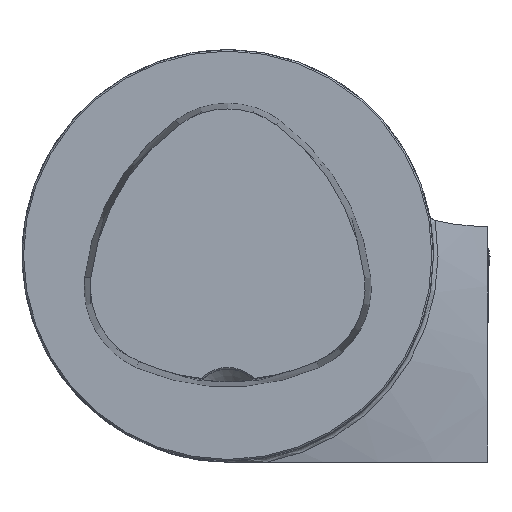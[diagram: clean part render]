
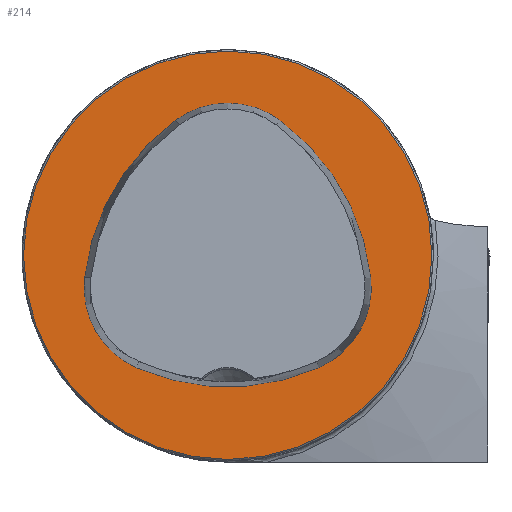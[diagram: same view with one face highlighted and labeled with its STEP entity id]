
A CAD part, top view. The second image highlights one B-rep face of the part: STEP entity #214.
In plain terms, the highlighted planar face has unit normal (0, 0, 1).
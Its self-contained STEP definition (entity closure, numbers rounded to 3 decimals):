
#112=FACE_BOUND('',#499,.T.);
#113=FACE_BOUND('',#500,.T.);
#214=ADVANCED_FACE('CU_E_LO_SU_1',(#112,#113),#320,.T.);
#320=PLANE('',#2340);
#499=EDGE_LOOP('',(#1179,#1180,#1181,#1182,#1183,#1184));
#500=EDGE_LOOP('',(#1185));
#1179=ORIENTED_EDGE('',*,*,#1963,.F.);
#1180=ORIENTED_EDGE('',*,*,#1964,.F.);
#1181=ORIENTED_EDGE('',*,*,#1965,.F.);
#1182=ORIENTED_EDGE('',*,*,#1966,.F.);
#1183=ORIENTED_EDGE('',*,*,#1960,.F.);
#1184=ORIENTED_EDGE('',*,*,#1967,.F.);
#1185=ORIENTED_EDGE('',*,*,#1968,.T.);
#1736=VERTEX_POINT('',#3768);
#1737=VERTEX_POINT('',#3770);
#1739=VERTEX_POINT('',#3776);
#1740=VERTEX_POINT('',#3777);
#1741=VERTEX_POINT('',#3779);
#1742=VERTEX_POINT('',#3781);
#1743=VERTEX_POINT('',#3785);
#1960=EDGE_CURVE('',#1736,#1737,#2160,.T.);
#1963=EDGE_CURVE('',#1739,#1740,#2162,.T.);
#1964=EDGE_CURVE('',#1741,#1739,#2163,.T.);
#1965=EDGE_CURVE('',#1742,#1741,#2164,.T.);
#1966=EDGE_CURVE('',#1737,#1742,#2165,.T.);
#1967=EDGE_CURVE('',#1740,#1736,#2166,.T.);
#1968=EDGE_CURVE('',#1743,#1743,#2167,.T.);
#2160=CIRCLE('',#2331,44.075);
#2162=CIRCLE('',#2334,44.075);
#2163=CIRCLE('',#2335,17.075);
#2164=CIRCLE('',#2336,44.075);
#2165=CIRCLE('',#2337,17.075);
#2166=CIRCLE('',#2338,17.075);
#2167=CIRCLE('',#2339,39.7);
#2331=AXIS2_PLACEMENT_3D('',#3769,#2646,#2647);
#2334=AXIS2_PLACEMENT_3D('',#3775,#2653,#2654);
#2335=AXIS2_PLACEMENT_3D('',#3778,#2655,#2656);
#2336=AXIS2_PLACEMENT_3D('',#3780,#2657,#2658);
#2337=AXIS2_PLACEMENT_3D('',#3782,#2659,#2660);
#2338=AXIS2_PLACEMENT_3D('',#3783,#2661,#2662);
#2339=AXIS2_PLACEMENT_3D('',#3784,#2663,#2664);
#2340=AXIS2_PLACEMENT_3D('',#3786,#2665,#2666);
#2646=DIRECTION('',(0.,0.,1.));
#2647=DIRECTION('',(1.,0.,0.));
#2653=DIRECTION('',(0.,0.,1.));
#2654=DIRECTION('',(1.,0.,0.));
#2655=DIRECTION('',(0.,0.,1.));
#2656=DIRECTION('',(1.,0.,0.));
#2657=DIRECTION('',(0.,0.,1.));
#2658=DIRECTION('',(1.,0.,0.));
#2659=DIRECTION('',(0.,0.,1.));
#2660=DIRECTION('',(1.,0.,0.));
#2661=DIRECTION('',(0.,0.,1.));
#2662=DIRECTION('',(1.,0.,0.));
#2663=DIRECTION('',(0.,0.,1.));
#2664=DIRECTION('',(1.,0.,0.));
#2665=DIRECTION('',(0.,0.,1.));
#2666=DIRECTION('',(1.,0.,0.));
#3768=CARTESIAN_POINT('',(-17.691,-21.869,0.));
#3769=CARTESIAN_POINT('',(0.,18.5,0.));
#3770=CARTESIAN_POINT('',(17.691,-21.869,0.));
#3775=CARTESIAN_POINT('',(15.993,-9.254,0.));
#3776=CARTESIAN_POINT('',(-10.114,26.257,0.));
#3777=CARTESIAN_POINT('',(-27.805,-4.317,0.));
#3778=CARTESIAN_POINT('',(0.,12.5,0.));
#3779=CARTESIAN_POINT('',(10.114,26.257,0.));
#3780=CARTESIAN_POINT('',(-15.993,-9.254,0.));
#3781=CARTESIAN_POINT('',(27.805,-4.317,0.));
#3782=CARTESIAN_POINT('',(10.837,-6.23,0.));
#3783=CARTESIAN_POINT('',(-10.837,-6.23,0.));
#3784=CARTESIAN_POINT('',(0.,0.,0.));
#3785=CARTESIAN_POINT('',(39.7,0.,0.));
#3786=CARTESIAN_POINT('',(0.,0.,0.));
